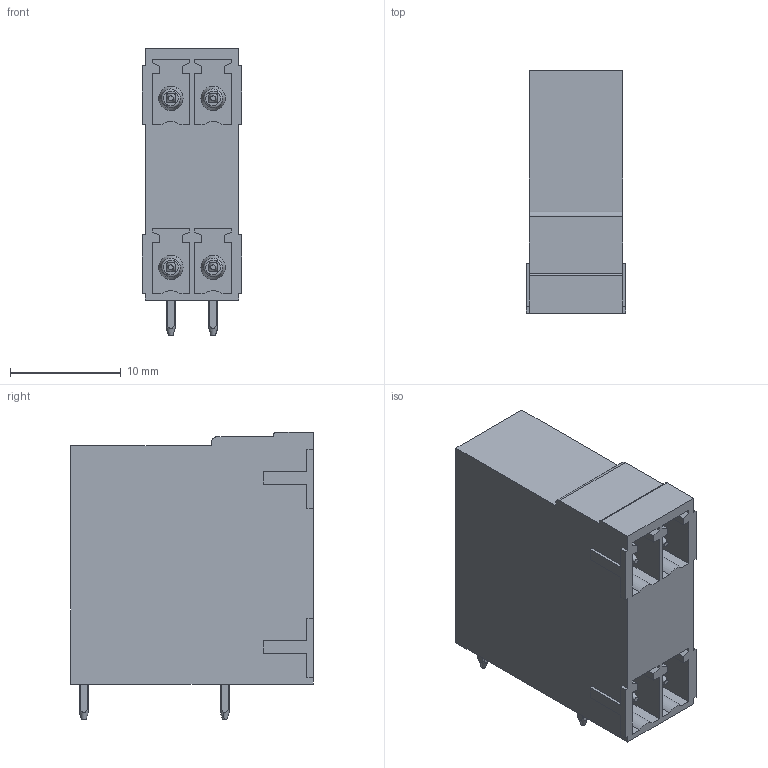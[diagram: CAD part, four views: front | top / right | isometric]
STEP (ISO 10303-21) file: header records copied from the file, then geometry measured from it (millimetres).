
FILE_DESCRIPTION(('CATIA V5 STEP Exchange','CAx-IF Rec.Pracs.--- Model Styling and Organization---1.2---2011-12-15'),'2;1');
FILE_NAME ('D1460817_0_1973730000_1973730000.stp','2018-10-05T05:52:11+00:00',('none'),('Weidmueller'),'CATIA Version 5-6 Release 2014','CATIA V5 STEP AP214','none');
FILE_SCHEMA(('AUTOMOTIVE_DESIGN { 1 0 10303 214 1 1 1 1 }'));
Length unit declared in the file: millimetre
Products named in the file (1): 1973730000
Bounding box: 9.01 x 21.9 x 25.9 mm (x, y, z)
Volume: 3575.1 mm3; surface area: 2851.8 mm2
Topology: 5 solids, 5 shells, 300 faces, 826 edges, 544 vertices
Faces by surface type: plane 206, cylinder 62, cone 24, torus 8
Entity records: 9218 total; most frequent: CARTESIAN_POINT 2406, ORIENTED_EDGE 1652, DIRECTION 992, EDGE_CURVE 826, VECTOR 606, LINE 606, VERTEX_POINT 544, EDGE_LOOP 316
